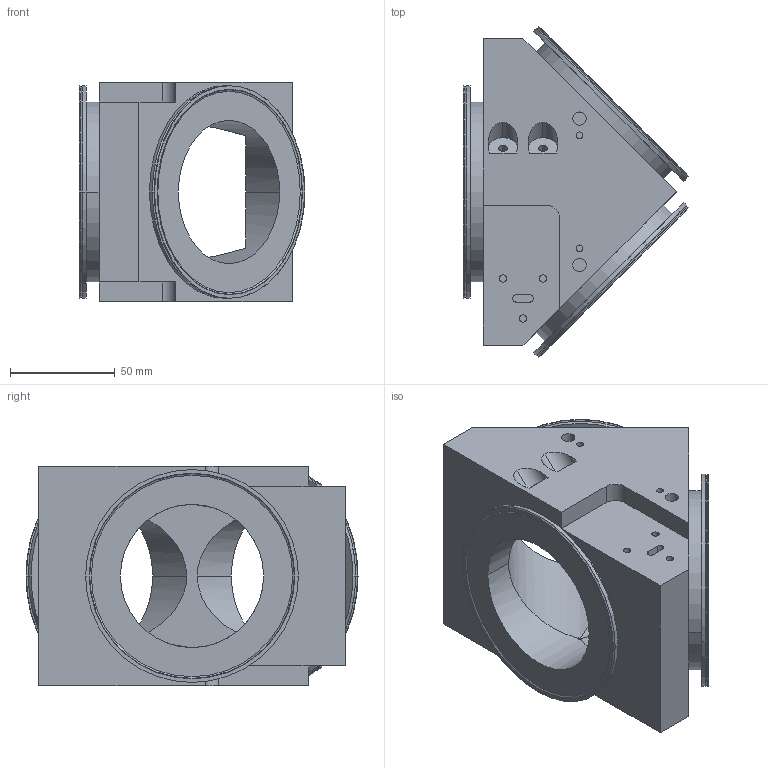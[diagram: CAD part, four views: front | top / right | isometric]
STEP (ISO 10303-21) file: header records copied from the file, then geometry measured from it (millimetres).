
FILE_DESCRIPTION(('produced by SPATIAL CORP'),'2;1');
FILE_NAME( 'new_main.prt.hh.sat.stp','2002-04-19T11:22:09+00:00',('SPATIAL CORP'),( 'SPATIAL CORP'),'ACIS STEP Husk','http://www.spatial.com', 'SPATIAL CORP');
FILE_SCHEMA(('CONFIG_CONTROL_DESIGN'));
Length unit declared in the file: millimetre
Products named in the file (1): PRODUCT_ID_1
Bounding box: 107.65 x 158.16 x 104.78 mm (x, y, z)
Volume: 515884.1 mm3; surface area: 95087 mm2
Topology: 1 solids, 1 shells, 159 faces, 346 edges, 221 vertices
Faces by surface type: cylinder 84, plane 51, torus 18, cone 6
Entity records: 4130 total; most frequent: DIRECTION 710, ORIENTED_EDGE 692, CARTESIAN_POINT 679, EDGE_CURVE 346, AXIS2_PLACEMENT_3D 290, VERTEX_POINT 221, EDGE_LOOP 195, FACE_BOUND 195
